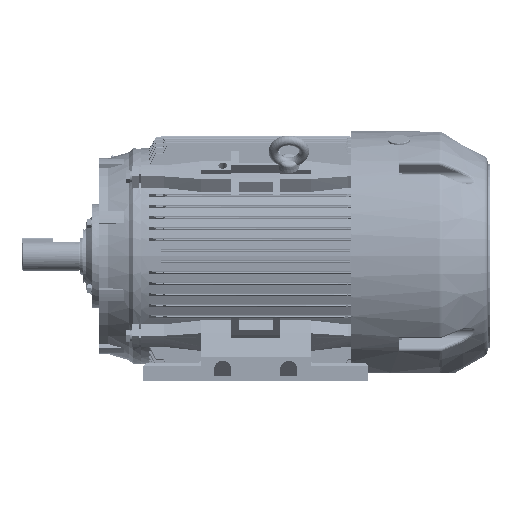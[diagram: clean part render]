
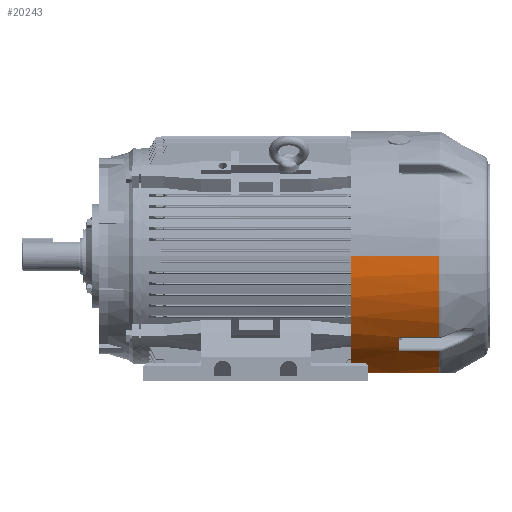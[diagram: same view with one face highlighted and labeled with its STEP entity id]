
A CAD part, front view. The second image highlights one B-rep face of the part: STEP entity #20243.
In plain terms, the highlighted cylindrical face has radius 204 mm (diameter 408 mm), a partial arc.
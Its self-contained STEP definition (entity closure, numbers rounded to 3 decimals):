
#14911 = VERTEX_POINT ( 'NONE', #52305 ) ;
#14974 = VERTEX_POINT ( 'NONE', #52557 ) ;
#14980 = EDGE_CURVE ( 'NONE', #14911, #14974, #52661, .T. ) ;
#20045 = VERTEX_POINT ( 'NONE', #67467 ) ;
#20050 = EDGE_CURVE ( 'NONE', #20052, #20045, #67448, .T. ) ;
#20052 = VERTEX_POINT ( 'NONE', #67434 ) ;
#20198 = ORIENTED_EDGE ( 'NONE', *, *, #20200, .F. ) ;
#20200 = EDGE_CURVE ( 'NONE', #20203, #20341, #68212, .T. ) ;
#20203 = VERTEX_POINT ( 'NONE', #68389 ) ;
#20204 = ORIENTED_EDGE ( 'NONE', *, *, #20207, .T. ) ;
#20207 = EDGE_CURVE ( 'NONE', #20203, #14911, #68382, .T. ) ;
#20213 = ORIENTED_EDGE ( 'NONE', *, *, #14980, .T. ) ;
#20217 = ORIENTED_EDGE ( 'NONE', *, *, #20276, .T. ) ;
#20243 = ADVANCED_FACE ( 'NONE', ( #68447 ), #68446, .T. ) ;
#20246 = EDGE_LOOP ( 'NONE', ( #20250, #20263, #20266, #20328, #20337, #20198, #20204, #20213, #20217, #20280 ) ) ;
#20250 = ORIENTED_EDGE ( 'NONE', *, *, #20254, .T. ) ;
#20254 = EDGE_CURVE ( 'NONE', #20256, #20052, #68437, .T. ) ;
#20256 = VERTEX_POINT ( 'NONE', #68412 ) ;
#20263 = ORIENTED_EDGE ( 'NONE', *, *, #20050, .T. ) ;
#20266 = ORIENTED_EDGE ( 'NONE', *, *, #20269, .F. ) ;
#20269 = EDGE_CURVE ( 'NONE', #20270, #20045, #68560, .T. ) ;
#20270 = VERTEX_POINT ( 'NONE', #68546 ) ;
#20276 = EDGE_CURVE ( 'NONE', #14974, #20277, #68535, .T. ) ;
#20277 = VERTEX_POINT ( 'NONE', #68526 ) ;
#20280 = ORIENTED_EDGE ( 'NONE', *, *, #20285, .T. ) ;
#20285 = EDGE_CURVE ( 'NONE', #20277, #20256, #68495, .T. ) ;
#20328 = ORIENTED_EDGE ( 'NONE', *, *, #20331, .T. ) ;
#20331 = EDGE_CURVE ( 'NONE', #20270, #20335, #68725, .T. ) ;
#20335 = VERTEX_POINT ( 'NONE', #68859 ) ;
#20337 = ORIENTED_EDGE ( 'NONE', *, *, #20339, .F. ) ;
#20339 = EDGE_CURVE ( 'NONE', #20341, #20335, #68805, .T. ) ;
#20341 = VERTEX_POINT ( 'NONE', #68797 ) ;
#52305 = CARTESIAN_POINT ( 'NONE',  ( 144.11, -155.381, 132.185 ) ) ;
#52557 = CARTESIAN_POINT ( 'NONE',  ( 78., -155.381, 132.185 ) ) ;
#52657 = DIRECTION ( 'NONE',  ( -1., 0., 0. ) ) ;
#52658 = VECTOR ( 'NONE', #52657, 1000. ) ;
#52659 = CARTESIAN_POINT ( 'NONE',  ( 0., -155.381, 132.185 ) ) ;
#52661 = LINE ( 'NONE', #52659, #52658 ) ;
#67434 = CARTESIAN_POINT ( 'NONE',  ( 144.11, 0., 204. ) ) ;
#67441 = DIRECTION ( 'NONE',  ( -1., 0., 0. ) ) ;
#67443 = VECTOR ( 'NONE', #67441, 1000. ) ;
#67447 = CARTESIAN_POINT ( 'NONE',  ( 0., 0., 204. ) ) ;
#67448 = LINE ( 'NONE', #67447, #67443 ) ;
#67467 = CARTESIAN_POINT ( 'NONE',  ( 0., 0., 204. ) ) ;
#68205 = DIRECTION ( 'NONE',  ( -1., 0., 0. ) ) ;
#68206 = VECTOR ( 'NONE', #68205, 1000. ) ;
#68210 = CARTESIAN_POINT ( 'NONE',  ( 227., -190., 74.27 ) ) ;
#68212 = LINE ( 'NONE', #68210, #68206 ) ;
#68375 = DIRECTION ( 'NONE',  ( 0., 0., 1. ) ) ;
#68376 = DIRECTION ( 'NONE',  ( -1., 0., 0. ) ) ;
#68378 = CARTESIAN_POINT ( 'NONE',  ( 144.11, 0., 0. ) ) ;
#68379 = AXIS2_PLACEMENT_3D ( 'NONE', #68378, #68376, #68375 ) ;
#68382 = CIRCLE ( 'NONE', #68379, 204. ) ;
#68389 = CARTESIAN_POINT ( 'NONE',  ( 144.11, -190., 74.27 ) ) ;
#68412 = CARTESIAN_POINT ( 'NONE',  ( 144.11, -132.185, 155.381 ) ) ;
#68414 = DIRECTION ( 'NONE',  ( 0., 0., 1. ) ) ;
#68416 = DIRECTION ( 'NONE',  ( -1., 0., 0. ) ) ;
#68418 = CARTESIAN_POINT ( 'NONE',  ( 144.11, 0., 0. ) ) ;
#68420 = AXIS2_PLACEMENT_3D ( 'NONE', #68418, #68416, #68414 ) ;
#68431 = DIRECTION ( 'NONE',  ( 0., 0., 1. ) ) ;
#68433 = DIRECTION ( 'NONE',  ( -1., 0., 0. ) ) ;
#68434 = CARTESIAN_POINT ( 'NONE',  ( 0., 0., 0. ) ) ;
#68435 = AXIS2_PLACEMENT_3D ( 'NONE', #68434, #68433, #68431 ) ;
#68437 = CIRCLE ( 'NONE', #68420, 204. ) ;
#68446 = CYLINDRICAL_SURFACE ( 'NONE', #68435, 204. ) ;
#68447 = FACE_OUTER_BOUND ( 'NONE', #20246, .T. ) ;
#68495 = LINE ( 'NONE', #68682, #68678 ) ;
#68526 = CARTESIAN_POINT ( 'NONE',  ( 78., -132.185, 155.381 ) ) ;
#68528 = DIRECTION ( 'NONE',  ( 0., 0., 1. ) ) ;
#68530 = DIRECTION ( 'NONE',  ( -1., 0., 0. ) ) ;
#68531 = CARTESIAN_POINT ( 'NONE',  ( 78., 0., 0. ) ) ;
#68533 = AXIS2_PLACEMENT_3D ( 'NONE', #68531, #68530, #68528 ) ;
#68535 = CIRCLE ( 'NONE', #68533, 204. ) ;
#68546 = CARTESIAN_POINT ( 'NONE',  ( 0., -187.969, 79.27 ) ) ;
#68550 = DIRECTION ( 'NONE',  ( 0., 0., 1. ) ) ;
#68553 = DIRECTION ( 'NONE',  ( -1., 0., 0. ) ) ;
#68556 = CARTESIAN_POINT ( 'NONE',  ( 0., 0., 0. ) ) ;
#68558 = AXIS2_PLACEMENT_3D ( 'NONE', #68556, #68553, #68550 ) ;
#68560 = CIRCLE ( 'NONE', #68558, 204. ) ;
#68677 = DIRECTION ( 'NONE',  ( 1., 0., 0. ) ) ;
#68678 = VECTOR ( 'NONE', #68677, 1000. ) ;
#68682 = CARTESIAN_POINT ( 'NONE',  ( 0., -132.185, 155.381 ) ) ;
#68714 = CARTESIAN_POINT ( 'NONE',  ( 0., -188.102, 78.953 ) ) ;
#68716 = CARTESIAN_POINT ( 'NONE',  ( 0., -187.969, 79.27 ) ) ;
#68725 = B_SPLINE_CURVE_WITH_KNOTS ( 'NONE', 3,
 ( #68716, #68714, #68852, #68849, #68846, #68844, #68842, #68840, #68839, #68836, #68833, #68830, #68827, #68825, #68823, #68821, #68818, #68814, #68811, #68808 ),
 .UNSPECIFIED., .F., .F.,
 ( 4, 2, 2, 2, 2, 2, 2, 2, 2, 4 ),
 ( 0., 0.001, 0.002, 0.003, 0.004, 0.004, 0.005, 0.006, 0.007, 0.008 ),
 .UNSPECIFIED. ) ;
#68797 = CARTESIAN_POINT ( 'NONE',  ( 65., -190., 74.27 ) ) ;
#68799 = DIRECTION ( 'NONE',  ( -1., 0., 0. ) ) ;
#68800 = VECTOR ( 'NONE', #68799, 1000. ) ;
#68803 = CARTESIAN_POINT ( 'NONE',  ( 75., -190., 74.27 ) ) ;
#68805 = LINE ( 'NONE', #68803, #68800 ) ;
#68808 = CARTESIAN_POINT ( 'NONE',  ( 5., -190., 74.27 ) ) ;
#68811 = CARTESIAN_POINT ( 'NONE',  ( 4.656, -190., 74.27 ) ) ;
#68814 = CARTESIAN_POINT ( 'NONE',  ( 4.311, -189.986, 74.306 ) ) ;
#68818 = CARTESIAN_POINT ( 'NONE',  ( 3.646, -189.932, 74.445 ) ) ;
#68821 = CARTESIAN_POINT ( 'NONE',  ( 3.325, -189.892, 74.547 ) ) ;
#68823 = CARTESIAN_POINT ( 'NONE',  ( 2.708, -189.787, 74.813 ) ) ;
#68825 = CARTESIAN_POINT ( 'NONE',  ( 2.411, -189.721, 74.979 ) ) ;
#68827 = CARTESIAN_POINT ( 'NONE',  ( 1.869, -189.571, 75.357 ) ) ;
#68830 = CARTESIAN_POINT ( 'NONE',  ( 1.62, -189.487, 75.571 ) ) ;
#68833 = CARTESIAN_POINT ( 'NONE',  ( 1.279, -189.344, 75.926 ) ) ;
#68836 = CARTESIAN_POINT ( 'NONE',  ( 1.171, -189.294, 76.05 ) ) ;
#68839 = CARTESIAN_POINT ( 'NONE',  ( 0.97, -189.192, 76.306 ) ) ;
#68840 = CARTESIAN_POINT ( 'NONE',  ( 0.877, -189.139, 76.437 ) ) ;
#68842 = CARTESIAN_POINT ( 'NONE',  ( 0.618, -188.975, 76.842 ) ) ;
#68844 = CARTESIAN_POINT ( 'NONE',  ( 0.472, -188.859, 77.125 ) ) ;
#68846 = CARTESIAN_POINT ( 'NONE',  ( 0.236, -188.615, 77.72 ) ) ;
#68849 = CARTESIAN_POINT ( 'NONE',  ( 0.147, -188.489, 78.025 ) ) ;
#68852 = CARTESIAN_POINT ( 'NONE',  ( 0.03, -188.233, 78.641 ) ) ;
#68859 = CARTESIAN_POINT ( 'NONE',  ( 5., -190., 74.27 ) ) ;
